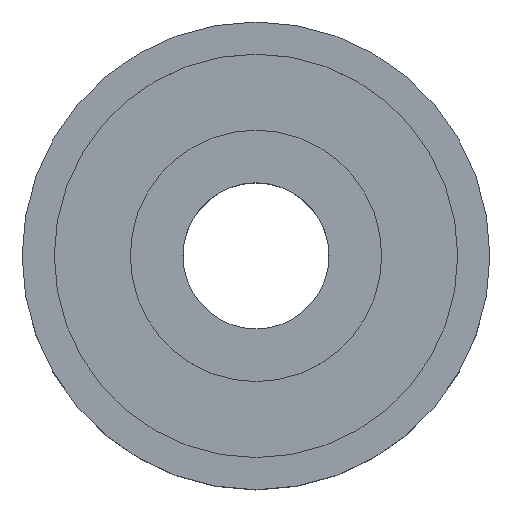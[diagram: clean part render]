
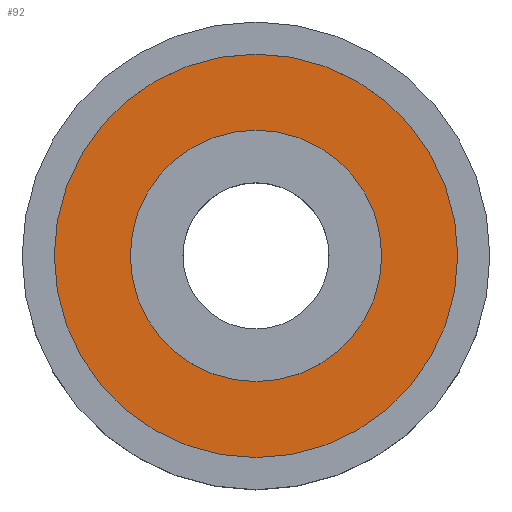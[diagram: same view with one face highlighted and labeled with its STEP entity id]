
A CAD part, top view. The second image highlights one B-rep face of the part: STEP entity #92.
In plain terms, the highlighted planar face has unit normal (0, 0, 1).
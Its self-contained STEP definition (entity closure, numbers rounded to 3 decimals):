
#24 = FACE_BOUND ( 'NONE', #137, .T. ) ;
#45 = VERTEX_POINT ( 'NONE', #401 ) ;
#51 = ORIENTED_EDGE ( 'NONE', *, *, #371, .F. ) ;
#60 = CIRCLE ( 'NONE', #438, 6.9 ) ;
#73 = AXIS2_PLACEMENT_3D ( 'NONE', #228, #263, #113 ) ;
#74 = DIRECTION ( 'NONE',  ( 0., 0., 1. ) ) ;
#92 = ADVANCED_FACE ( 'NONE', ( #24, #545 ), #253, .F. ) ;
#93 = DIRECTION ( 'NONE',  ( 1., 0., 0. ) ) ;
#94 = CARTESIAN_POINT ( 'NONE',  ( -4.3, 0., 2.15 ) ) ;
#97 = DIRECTION ( 'NONE',  ( 1., 0., 0. ) ) ;
#105 = CIRCLE ( 'NONE', #425, 4.3 ) ;
#107 = CARTESIAN_POINT ( 'NONE',  ( 0., 0., 2.15 ) ) ;
#111 = CARTESIAN_POINT ( 'NONE',  ( -6.9, 0., 2.15 ) ) ;
#113 = DIRECTION ( 'NONE',  ( -1., 0., 0. ) ) ;
#115 = DIRECTION ( 'NONE',  ( 1., 0., 0. ) ) ;
#117 = DIRECTION ( 'NONE',  ( 0., 0., 1. ) ) ;
#118 = CARTESIAN_POINT ( 'NONE',  ( 0., 0., 2.15 ) ) ;
#137 = EDGE_LOOP ( 'NONE', ( #51, #361 ) ) ;
#147 = CARTESIAN_POINT ( 'NONE',  ( 4.3, 0., 2.15 ) ) ;
#207 = DIRECTION ( 'NONE',  ( 1., 0., 0. ) ) ;
#209 = DIRECTION ( 'NONE',  ( 0., 0., 1. ) ) ;
#212 = CARTESIAN_POINT ( 'NONE',  ( 0., 0., 2.15 ) ) ;
#214 = ORIENTED_EDGE ( 'NONE', *, *, #519, .T. ) ;
#226 = CIRCLE ( 'NONE', #358, 4.3 ) ;
#228 = CARTESIAN_POINT ( 'NONE',  ( 0., 6.9, 2.15 ) ) ;
#253 = PLANE ( 'NONE',  #73 ) ;
#263 = DIRECTION ( 'NONE',  ( 0., 0., -1. ) ) ;
#288 = EDGE_CURVE ( 'NONE', #45, #392, #323, .T. ) ;
#312 = EDGE_CURVE ( 'NONE', #528, #350, #226, .T. ) ;
#322 = DIRECTION ( 'NONE',  ( 0., 0., 1. ) ) ;
#323 = CIRCLE ( 'NONE', #359, 6.9 ) ;
#325 = CARTESIAN_POINT ( 'NONE',  ( 0., 0., 2.15 ) ) ;
#350 = VERTEX_POINT ( 'NONE', #147 ) ;
#358 = AXIS2_PLACEMENT_3D ( 'NONE', #212, #209, #207 ) ;
#359 = AXIS2_PLACEMENT_3D ( 'NONE', #325, #322, #97 ) ;
#361 = ORIENTED_EDGE ( 'NONE', *, *, #312, .F. ) ;
#371 = EDGE_CURVE ( 'NONE', #350, #528, #105, .T. ) ;
#392 = VERTEX_POINT ( 'NONE', #111 ) ;
#401 = CARTESIAN_POINT ( 'NONE',  ( 6.9, 0., 2.15 ) ) ;
#425 = AXIS2_PLACEMENT_3D ( 'NONE', #118, #117, #115 ) ;
#438 = AXIS2_PLACEMENT_3D ( 'NONE', #107, #74, #93 ) ;
#519 = EDGE_CURVE ( 'NONE', #392, #45, #60, .T. ) ;
#528 = VERTEX_POINT ( 'NONE', #94 ) ;
#531 = ORIENTED_EDGE ( 'NONE', *, *, #288, .T. ) ;
#540 = EDGE_LOOP ( 'NONE', ( #531, #214 ) ) ;
#545 = FACE_OUTER_BOUND ( 'NONE', #540, .T. ) ;
